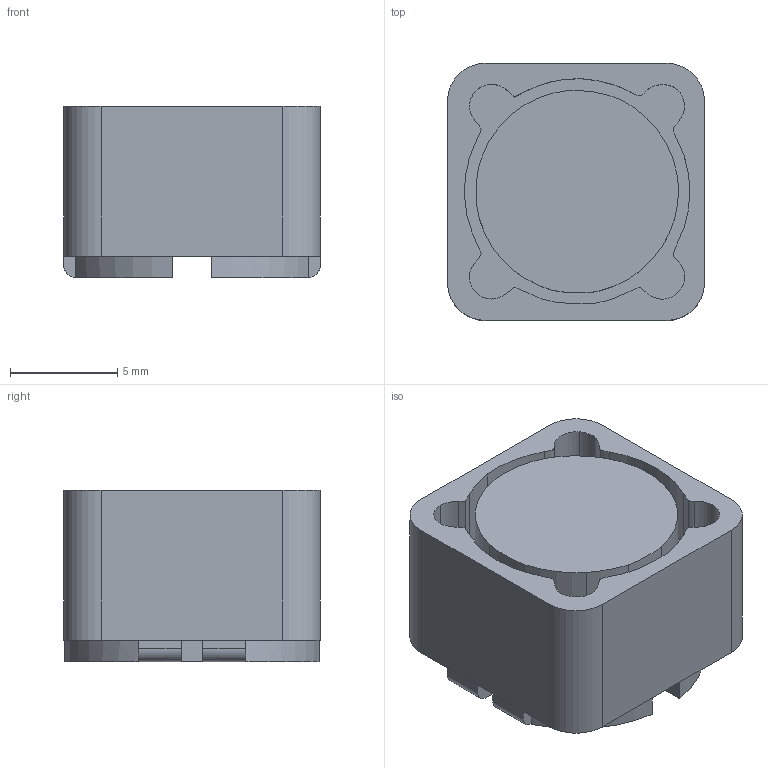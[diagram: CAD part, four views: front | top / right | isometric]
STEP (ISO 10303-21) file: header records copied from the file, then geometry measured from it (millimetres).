
FILE_DESCRIPTION(/* description */ (''),/* implementation_level */ '2;1');
FILE_NAME(/* name */ 'L_12x12mm_H8mm.step',/* time_stamp */ '2018-10-29T07:51:11-06:00',/* author */ ('kitecraft'),/* organization */ (''),/* preprocessor_version */ 'ST-DEVELOPER v17.2',/* originating_system */ 'Autodesk Translation Framework v7.6.0.251',/* authorisation */ '');
FILE_SCHEMA (('AUTOMOTIVE_DESIGN { 1 0 10303 214 3 1 1 }'));
Length unit declared in the file: millimetre
Products named in the file (3): Inductor - 12x12mm_H8mm; Plastic Body; Metal Bottom
Assembly tree (2 placements, depth 2):
  Inductor - 12x12mm_H8mm
    Plastic Body
    Metal Bottom
Bounding box: 12 x 12 x 8 mm (x, y, z)
Volume: 996.6 mm3; surface area: 1051.2 mm2
Topology: 3 solids, 3 shells, 88 faces, 240 edges, 160 vertices
Faces by surface type: bspline 38, plane 38, cylinder 12
Entity records: 2974 total; most frequent: CARTESIAN_POINT 1000, ORIENTED_EDGE 480, DIRECTION 296, EDGE_CURVE 240, VERTEX_POINT 160, LINE 136, VECTOR 136, EDGE_LOOP 90
